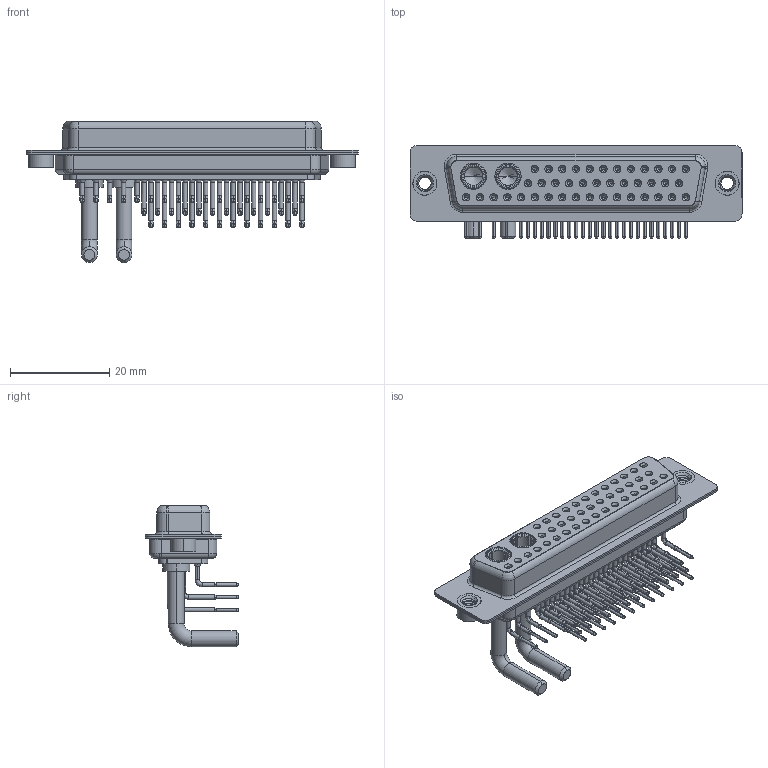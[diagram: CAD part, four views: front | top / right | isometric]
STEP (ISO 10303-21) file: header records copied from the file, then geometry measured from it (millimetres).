
FILE_DESCRIPTION (( 'STEP AP203' ), '1' );
FILE_NAME ('630-43W2250-3NA.STEP', '2022-06-09T20:41:33', ( '' ), ( '' ), 'SwSTEP 2.0', 'SolidWorks 2020', '' );
FILE_SCHEMA (( 'CONFIG_CONTROL_DESIGN' ));
Length unit declared in the file: millimetre
Products named in the file (9): 630-43W2250-3NA; 630Combo Shell Front_50 Contacts; 630Combo Contact Row 3; 630Combo Housing_43W2; 630Combo Threaded Rivet_A; Power Socket_Ext 30A RA 50; 630Combo Shell Rear_50 Contacts; 630Combo Contact Row 2_50 Contacts; 630Combo Contact Row 1_50 Contacts
Assembly tree (48 placements, depth 2):
  630-43W2250-3NA
    630Combo Housing_43W2
    630Combo Shell Front_50 Contacts
    630Combo Shell Rear_50 Contacts
    630Combo Threaded Rivet_A  x2
    Power Socket_Ext 30A RA 50  x2
    630Combo Contact Row 1_50 Contacts  x12
    630Combo Contact Row 2_50 Contacts  x12
    630Combo Contact Row 3  x17
Bounding box: 67 x 18.8 x 28.53 mm (x, y, z)
Volume: 7419.2 mm3; surface area: 16075.2 mm2
Topology: 50 solids, 50 shells, 2602 faces, 6618 edges, 4170 vertices
Faces by surface type: cylinder 1128, plane 740, cone 493, bspline 172, torus 69
Entity records: 32432 total; most frequent: CARTESIAN_POINT 6889, DIRECTION 5432, ORIENTED_EDGE 4536, AXIS2_PLACEMENT_3D 2285, EDGE_CURVE 2268, VERTEX_POINT 1451, CIRCLE 1271, EDGE_LOOP 1223
